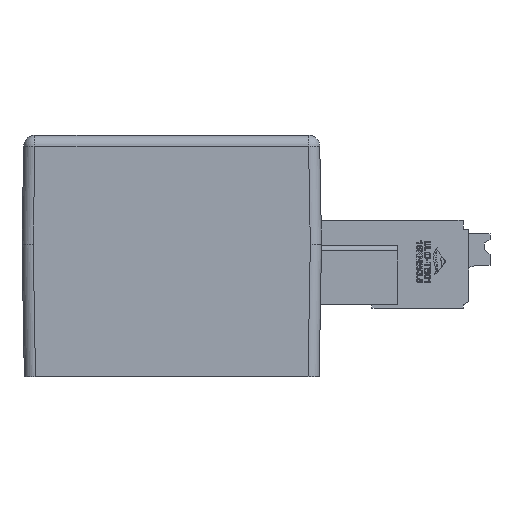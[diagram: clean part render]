
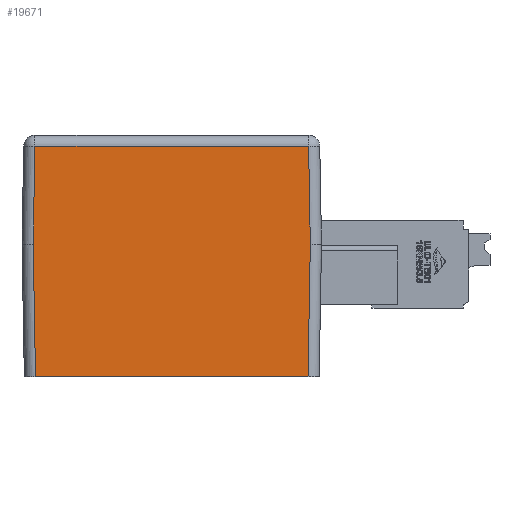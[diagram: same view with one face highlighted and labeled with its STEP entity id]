
A CAD part, front view. The second image highlights one B-rep face of the part: STEP entity #19671.
In plain terms, the highlighted planar face has unit normal (0, -1, 0).
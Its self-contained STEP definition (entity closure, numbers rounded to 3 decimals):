
#8190=LINE('',#92143,#15906);
#8191=LINE('',#92147,#15907);
#8198=LINE('',#92180,#15914);
#8208=LINE('',#92219,#15924);
#8209=LINE('',#92221,#15925);
#8210=LINE('',#92223,#15926);
#15906=VECTOR('',#74897,1.);
#15907=VECTOR('',#74902,1.);
#15914=VECTOR('',#74955,1.);
#15924=VECTOR('',#75001,1.);
#15925=VECTOR('',#75002,1.);
#15926=VECTOR('',#75003,1.);
#19671=ADVANCED_FACE('',(#25375),#22577,.F.);
#22577=PLANE('',#62828);
#25375=FACE_OUTER_BOUND('',#28582,.T.);
#28582=EDGE_LOOP('',(#42072,#42073,#42074,#42075,#42076,#42077));
#42072=ORIENTED_EDGE('',*,*,#58111,.F.);
#42073=ORIENTED_EDGE('',*,*,#58112,.T.);
#42074=ORIENTED_EDGE('',*,*,#58113,.F.);
#42075=ORIENTED_EDGE('',*,*,#58074,.T.);
#42076=ORIENTED_EDGE('',*,*,#58094,.F.);
#42077=ORIENTED_EDGE('',*,*,#58076,.T.);
#50486=VERTEX_POINT('',#92140);
#50487=VERTEX_POINT('',#92142);
#50488=VERTEX_POINT('',#92146);
#50489=VERTEX_POINT('',#92148);
#50503=VERTEX_POINT('',#92220);
#50504=VERTEX_POINT('',#92222);
#58074=EDGE_CURVE('',#50486,#50487,#8190,.T.);
#58076=EDGE_CURVE('',#50489,#50488,#8191,.T.);
#58094=EDGE_CURVE('',#50489,#50487,#8198,.T.);
#58111=EDGE_CURVE('',#50503,#50488,#8208,.T.);
#58112=EDGE_CURVE('',#50503,#50504,#8209,.T.);
#58113=EDGE_CURVE('',#50486,#50504,#8210,.T.);
#62828=AXIS2_PLACEMENT_3D('',#92224,#75004,#75005);
#74897=DIRECTION('',(-0.017,0.,1.));
#74902=DIRECTION('',(-0.017,0.,-1.));
#74955=DIRECTION('',(1.,0.,0.));
#75001=DIRECTION('',(-0.017,0.,1.));
#75002=DIRECTION('',(1.,0.,0.));
#75003=DIRECTION('',(-0.017,0.,-1.));
#75004=DIRECTION('',(0.,1.,0.));
#75005=DIRECTION('',(0.,0.,-1.));
#92140=CARTESIAN_POINT('',(-70.754,-48.456,8.473));
#92142=CARTESIAN_POINT('',(-70.905,-48.456,17.172));
#92143=CARTESIAN_POINT('',(-70.922,-48.456,18.15));
#92146=CARTESIAN_POINT('',(-95.413,-48.456,8.473));
#92147=CARTESIAN_POINT('',(-95.235,-48.456,18.705));
#92148=CARTESIAN_POINT('',(-95.261,-48.456,17.172));
#92180=CARTESIAN_POINT('',(-81.958,-48.456,17.172));
#92219=CARTESIAN_POINT('',(-95.474,-48.456,11.968));
#92220=CARTESIAN_POINT('',(-95.207,-48.456,-3.333));
#92221=CARTESIAN_POINT('',(-95.158,-48.456,-3.333));
#92222=CARTESIAN_POINT('',(-70.96,-48.456,-3.333));
#92223=CARTESIAN_POINT('',(-70.7,-48.456,11.546));
#92224=CARTESIAN_POINT('',(-95.158,-48.456,11.973));
